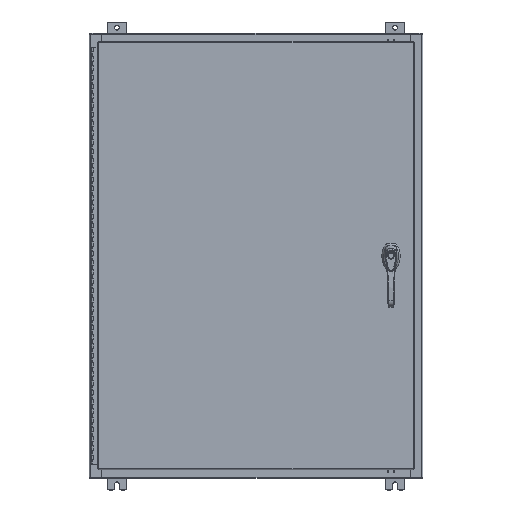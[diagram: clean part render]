
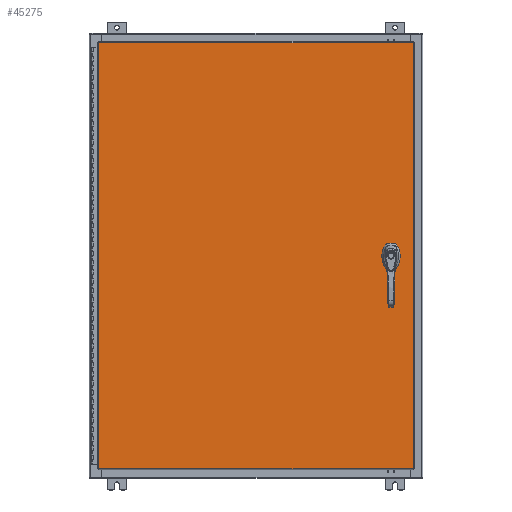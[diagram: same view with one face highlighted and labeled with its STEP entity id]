
A CAD part, top view. The second image highlights one B-rep face of the part: STEP entity #45275.
In plain terms, the highlighted planar face has unit normal (0, 0, 1).
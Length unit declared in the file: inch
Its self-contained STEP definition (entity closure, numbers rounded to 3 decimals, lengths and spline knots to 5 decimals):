
#2095 = DIRECTION ( 'NONE',  ( 1., 0., 0. ) ) ;
#3216 = EDGE_LOOP ( 'NONE', ( #91659, #121671, #99107, #77706, #89276, #13583, #61414, #80686 ) ) ;
#3221 = FACE_BOUND ( 'NONE', #3216, .T. ) ;
#4523 = CIRCLE ( 'NONE', #13258, 0.45 ) ;
#4712 = CARTESIAN_POINT ( 'NONE',  ( -16.9903, 23.0063, 0. ) ) ;
#9741 = CARTESIAN_POINT ( 'NONE',  ( 14.4065, -1.338, 0. ) ) ;
#10790 = EDGE_CURVE ( 'NONE', #77296, #52185, #4523, .T. ) ;
#10838 = CARTESIAN_POINT ( 'NONE',  ( -16.9903, -23.0063, 0. ) ) ;
#11945 = CIRCLE ( 'NONE', #49588, 0.45 ) ;
#12662 = CARTESIAN_POINT ( 'NONE',  ( 14.77823, -0.403, 0. ) ) ;
#13258 = AXIS2_PLACEMENT_3D ( 'NONE', #51280, #122970, #61606 ) ;
#13583 = ORIENTED_EDGE ( 'NONE', *, *, #10790, .F. ) ;
#14252 = LINE ( 'NONE', #48060, #65512 ) ;
#14335 = DIRECTION ( 'NONE',  ( 0., 0., 1. ) ) ;
#14966 = DIRECTION ( 'NONE',  ( 0., 0., -1. ) ) ;
#15724 = CARTESIAN_POINT ( 'NONE',  ( 14.981, -0.20023, 0. ) ) ;
#16933 = VECTOR ( 'NONE', #62769, 39.37008 ) ;
#17363 = CARTESIAN_POINT ( 'NONE',  ( 14.578, -1.338, 0. ) ) ;
#19362 = DIRECTION ( 'NONE',  ( 0., -1., 0. ) ) ;
#19467 = AXIS2_PLACEMENT_3D ( 'NONE', #93341, #31962, #103570 ) ;
#19817 = CARTESIAN_POINT ( 'NONE',  ( -16.9903, 23.0063, 0. ) ) ;
#19871 = CARTESIAN_POINT ( 'NONE',  ( 16.9903, 23.0063, 0. ) ) ;
#21089 = VERTEX_POINT ( 'NONE', #10838 ) ;
#21684 = DIRECTION ( 'NONE',  ( -1., 0., 0. ) ) ;
#21719 = VERTEX_POINT ( 'NONE', #12662 ) ;
#21905 = CARTESIAN_POINT ( 'NONE',  ( -16.9903, -23.0063, 0. ) ) ;
#21981 = VERTEX_POINT ( 'NONE', #15724 ) ;
#24352 = ORIENTED_EDGE ( 'NONE', *, *, #87787, .F. ) ;
#25739 = VERTEX_POINT ( 'NONE', #19871 ) ;
#25830 = EDGE_CURVE ( 'NONE', #118710, #123848, #83955, .T. ) ;
#26475 = CIRCLE ( 'NONE', #29609, 0.45 ) ;
#27347 = CARTESIAN_POINT ( 'NONE',  ( 14.7495, -1.338, 0. ) ) ;
#27673 = DIRECTION ( 'NONE',  ( 1., 0., 0. ) ) ;
#29217 = CARTESIAN_POINT ( 'NONE',  ( 16.9903, -23.0063, 0. ) ) ;
#29609 = AXIS2_PLACEMENT_3D ( 'NONE', #124845, #63469, #2095 ) ;
#30486 = LINE ( 'NONE', #94197, #112214 ) ;
#31962 = DIRECTION ( 'NONE',  ( 0., 0., 1. ) ) ;
#32214 = DIRECTION ( 'NONE',  ( 1., 0., 0. ) ) ;
#32821 = DIRECTION ( 'NONE',  ( 1., 0., 0. ) ) ;
#33623 = LINE ( 'NONE', #72736, #112112 ) ;
#33911 = EDGE_CURVE ( 'NONE', #98066, #21089, #127894, .T. ) ;
#36898 = EDGE_LOOP ( 'NONE', ( #37145, #45373, #41287, #85516 ) ) ;
#37145 = ORIENTED_EDGE ( 'NONE', *, *, #101347, .T. ) ;
#38050 = VERTEX_POINT ( 'NONE', #27347 ) ;
#39446 = CARTESIAN_POINT ( 'NONE',  ( 14.77823, 0.403, 0. ) ) ;
#39763 = VECTOR ( 'NONE', #102217, 39.37008 ) ;
#40652 = EDGE_CURVE ( 'NONE', #92975, #38050, #107743, .T. ) ;
#41287 = ORIENTED_EDGE ( 'NONE', *, *, #103071, .T. ) ;
#41645 = VECTOR ( 'NONE', #32214, 39.37008 ) ;
#42999 = DIRECTION ( 'NONE',  ( 0., 0., 1. ) ) ;
#45275 = ADVANCED_FACE ( 'NONE', ( #57728, #112240, #3221 ), #86658, .F. ) ;
#45373 = ORIENTED_EDGE ( 'NONE', *, *, #124715, .T. ) ;
#45868 = DIRECTION ( 'NONE',  ( -1., 0., 0. ) ) ;
#46897 = LINE ( 'NONE', #118852, #70952 ) ;
#48060 = CARTESIAN_POINT ( 'NONE',  ( 0., 0.403, 0. ) ) ;
#49588 = AXIS2_PLACEMENT_3D ( 'NONE', #104322, #42999, #114686 ) ;
#50782 = CARTESIAN_POINT ( 'NONE',  ( 14.37777, 0.403, 0. ) ) ;
#51280 = CARTESIAN_POINT ( 'NONE',  ( 14.578, 0., 0. ) ) ;
#52185 = VERTEX_POINT ( 'NONE', #91219 ) ;
#52457 = CARTESIAN_POINT ( 'NONE',  ( 16.9903, -23.0063, 0. ) ) ;
#57728 = FACE_BOUND ( 'NONE', #72632, .T. ) ;
#61414 = ORIENTED_EDGE ( 'NONE', *, *, #67162, .F. ) ;
#61606 = DIRECTION ( 'NONE',  ( 1., 0., 0. ) ) ;
#62769 = DIRECTION ( 'NONE',  ( 0., 1., 0. ) ) ;
#63469 = DIRECTION ( 'NONE',  ( 0., 0., 1. ) ) ;
#65512 = VECTOR ( 'NONE', #110324, 39.37008 ) ;
#67162 = EDGE_CURVE ( 'NONE', #119340, #77296, #14252, .T. ) ;
#70952 = VECTOR ( 'NONE', #129108, 39.37008 ) ;
#71007 = LINE ( 'NONE', #131804, #122302 ) ;
#71878 = CARTESIAN_POINT ( 'NONE',  ( 14.981, 0.20023, 0. ) ) ;
#72632 = EDGE_LOOP ( 'NONE', ( #24352, #83840 ) ) ;
#72736 = CARTESIAN_POINT ( 'NONE',  ( 16.9903, 23.0063, 0. ) ) ;
#73298 = EDGE_CURVE ( 'NONE', #52185, #118710, #46897, .T. ) ;
#75692 = CARTESIAN_POINT ( 'NONE',  ( 14.578, -1.338, 0. ) ) ;
#77296 = VERTEX_POINT ( 'NONE', #50782 ) ;
#77706 = ORIENTED_EDGE ( 'NONE', *, *, #25830, .F. ) ;
#78659 = AXIS2_PLACEMENT_3D ( 'NONE', #17363, #89026, #27673 ) ;
#80686 = ORIENTED_EDGE ( 'NONE', *, *, #109956, .F. ) ;
#83840 = ORIENTED_EDGE ( 'NONE', *, *, #40652, .F. ) ;
#83955 = CIRCLE ( 'NONE', #19467, 0.45 ) ;
#85516 = ORIENTED_EDGE ( 'NONE', *, *, #33911, .T. ) ;
#86014 = DIRECTION ( 'NONE',  ( 1., 0., 0. ) ) ;
#86658 = PLANE ( 'NONE',  #118553 ) ;
#87610 = EDGE_CURVE ( 'NONE', #124062, #21981, #71007, .T. ) ;
#87787 = EDGE_CURVE ( 'NONE', #38050, #92975, #88613, .T. ) ;
#88613 = CIRCLE ( 'NONE', #106854, 0.1715 ) ;
#89026 = DIRECTION ( 'NONE',  ( 0., 0., 1. ) ) ;
#89276 = ORIENTED_EDGE ( 'NONE', *, *, #73298, .F. ) ;
#91219 = CARTESIAN_POINT ( 'NONE',  ( 14.175, 0.20023, 0. ) ) ;
#91659 = ORIENTED_EDGE ( 'NONE', *, *, #87610, .T. ) ;
#92975 = VERTEX_POINT ( 'NONE', #9741 ) ;
#93338 = CARTESIAN_POINT ( 'NONE',  ( 14.175, -0.20023, 0. ) ) ;
#93341 = CARTESIAN_POINT ( 'NONE',  ( 14.578, 0., 0. ) ) ;
#94197 = CARTESIAN_POINT ( 'NONE',  ( 0., -0.403, 0. ) ) ;
#96951 = CARTESIAN_POINT ( 'NONE',  ( 0., 0., 0. ) ) ;
#98066 = VERTEX_POINT ( 'NONE', #4712 ) ;
#98686 = LINE ( 'NONE', #52457, #16933 ) ;
#99107 = ORIENTED_EDGE ( 'NONE', *, *, #101137, .F. ) ;
#101137 = EDGE_CURVE ( 'NONE', #123848, #21719, #30486, .T. ) ;
#101347 = EDGE_CURVE ( 'NONE', #21089, #120428, #123401, .T. ) ;
#102217 = DIRECTION ( 'NONE',  ( 0., -1., 0. ) ) ;
#103071 = EDGE_CURVE ( 'NONE', #25739, #98066, #33623, .T. ) ;
#103570 = DIRECTION ( 'NONE',  ( 1., 0., 0. ) ) ;
#104322 = CARTESIAN_POINT ( 'NONE',  ( 14.578, 0., 0. ) ) ;
#106854 = AXIS2_PLACEMENT_3D ( 'NONE', #75692, #14335, #86014 ) ;
#107743 = CIRCLE ( 'NONE', #78659, 0.1715 ) ;
#109560 = CARTESIAN_POINT ( 'NONE',  ( 14.37777, -0.403, 0. ) ) ;
#109956 = EDGE_CURVE ( 'NONE', #124062, #119340, #26475, .T. ) ;
#110324 = DIRECTION ( 'NONE',  ( -1., 0., 0. ) ) ;
#112112 = VECTOR ( 'NONE', #21684, 39.37008 ) ;
#112214 = VECTOR ( 'NONE', #32821, 39.37008 ) ;
#112240 = FACE_OUTER_BOUND ( 'NONE', #36898, .T. ) ;
#114686 = DIRECTION ( 'NONE',  ( 1., 0., 0. ) ) ;
#118553 = AXIS2_PLACEMENT_3D ( 'NONE', #96951, #14966, #45868 ) ;
#118710 = VERTEX_POINT ( 'NONE', #93338 ) ;
#118852 = CARTESIAN_POINT ( 'NONE',  ( 14.175, 0., 0. ) ) ;
#119340 = VERTEX_POINT ( 'NONE', #39446 ) ;
#120428 = VERTEX_POINT ( 'NONE', #29217 ) ;
#121671 = ORIENTED_EDGE ( 'NONE', *, *, #127230, .F. ) ;
#122302 = VECTOR ( 'NONE', #19362, 39.37008 ) ;
#122970 = DIRECTION ( 'NONE',  ( 0., 0., 1. ) ) ;
#123401 = LINE ( 'NONE', #21905, #41645 ) ;
#123848 = VERTEX_POINT ( 'NONE', #109560 ) ;
#124062 = VERTEX_POINT ( 'NONE', #71878 ) ;
#124715 = EDGE_CURVE ( 'NONE', #120428, #25739, #98686, .T. ) ;
#124845 = CARTESIAN_POINT ( 'NONE',  ( 14.578, 0., 0. ) ) ;
#127230 = EDGE_CURVE ( 'NONE', #21719, #21981, #11945, .T. ) ;
#127894 = LINE ( 'NONE', #19817, #39763 ) ;
#129108 = DIRECTION ( 'NONE',  ( 0., -1., 0. ) ) ;
#131804 = CARTESIAN_POINT ( 'NONE',  ( 14.981, 0., 0. ) ) ;
